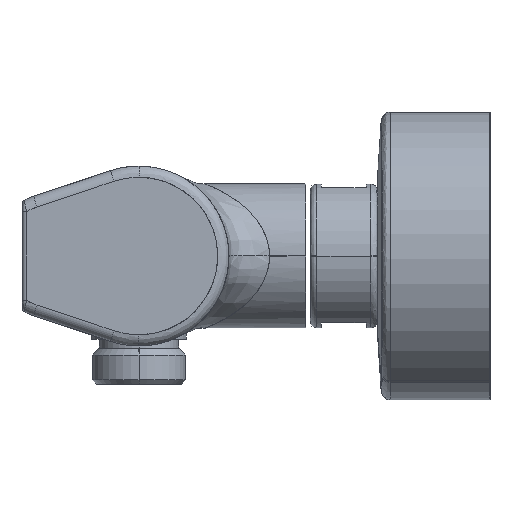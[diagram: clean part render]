
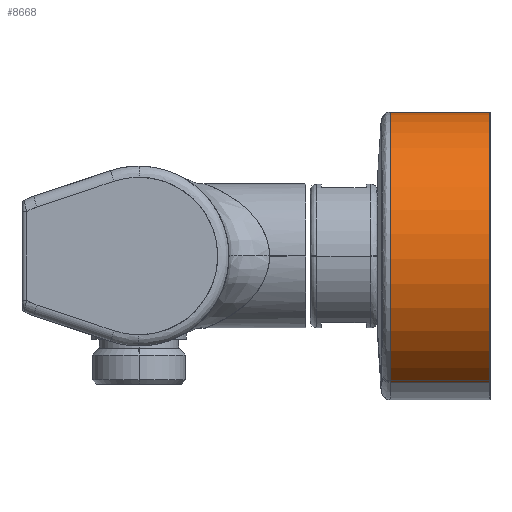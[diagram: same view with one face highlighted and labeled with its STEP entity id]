
A CAD part, left-side view. The second image highlights one B-rep face of the part: STEP entity #8668.
In plain terms, the highlighted cylindrical face has radius 32 mm (diameter 64 mm), a partial arc.
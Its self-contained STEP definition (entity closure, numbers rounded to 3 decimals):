
#8629=CARTESIAN_POINT('Axis2P3D Location',(-75.,-66.903,0.)) ;
#8634=CARTESIAN_POINT('Line Origine',(-59.658,-66.903,28.083)) ;
#8638=CARTESIAN_POINT('Vertex',(-59.658,-55.806,28.083)) ;
#8640=CARTESIAN_POINT('Vertex',(-59.658,-78.,28.083)) ;
#8643=CARTESIAN_POINT('Axis2P3D Location',(-75.,-55.806,0.)) ;
#8647=CARTESIAN_POINT('Vertex',(-90.342,-55.806,-28.083)) ;
#8650=CARTESIAN_POINT('Line Origine',(-90.342,-66.903,-28.083)) ;
#8654=CARTESIAN_POINT('Vertex',(-90.342,-78.,-28.083)) ;
#8657=CARTESIAN_POINT('Axis2P3D Location',(-75.,-78.,0.)) ;
#8636=VECTOR('Line Direction',#8635,1.) ;
#8652=VECTOR('Line Direction',#8651,1.) ;
#8630=DIRECTION('Axis2P3D Direction',(0.,1.,0.)) ;
#8631=DIRECTION('Axis2P3D XDirection',(-0.479,0.,-0.878)) ;
#8635=DIRECTION('Vector Direction',(0.,1.,0.)) ;
#8644=DIRECTION('Axis2P3D Direction',(0.,1.,0.)) ;
#8651=DIRECTION('Vector Direction',(0.,1.,0.)) ;
#8658=DIRECTION('Axis2P3D Direction',(0.,1.,0.)) ;
#8632=AXIS2_PLACEMENT_3D('Cylinder Axis2P3D',#8629,#8630,#8631) ;
#8645=AXIS2_PLACEMENT_3D('Circle Axis2P3D',#8643,#8644,$) ;
#8659=AXIS2_PLACEMENT_3D('Circle Axis2P3D',#8657,#8658,$) ;
#8637=LINE('Line',#8634,#8636) ;
#8653=LINE('Line',#8650,#8652) ;
#8646=CIRCLE('generated circle',#8645,32.) ;
#8660=CIRCLE('generated circle',#8659,32.) ;
#8633=CYLINDRICAL_SURFACE('generated cylinder',#8632,32.) ;
#8642=EDGE_CURVE('',#8639,#8641,#8637,.F.) ;
#8649=EDGE_CURVE('',#8648,#8639,#8646,.T.) ;
#8656=EDGE_CURVE('',#8655,#8648,#8653,.T.) ;
#8661=EDGE_CURVE('',#8641,#8655,#8660,.F.) ;
#8663=ORIENTED_EDGE('',*,*,#8642,.F.) ;
#8664=ORIENTED_EDGE('',*,*,#8649,.F.) ;
#8665=ORIENTED_EDGE('',*,*,#8656,.F.) ;
#8666=ORIENTED_EDGE('',*,*,#8661,.F.) ;
#8662=EDGE_LOOP('',(#8663,#8664,#8665,#8666)) ;
#8639=VERTEX_POINT('',#8638) ;
#8641=VERTEX_POINT('',#8640) ;
#8648=VERTEX_POINT('',#8647) ;
#8655=VERTEX_POINT('',#8654) ;
#8668=ADVANCED_FACE('PartBody',(#8667),#8633,.T.) ;
#8667=FACE_OUTER_BOUND('',#8662,.T.) ;
